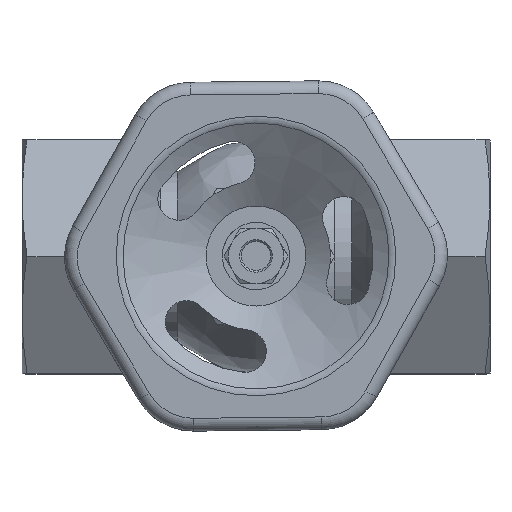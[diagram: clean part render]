
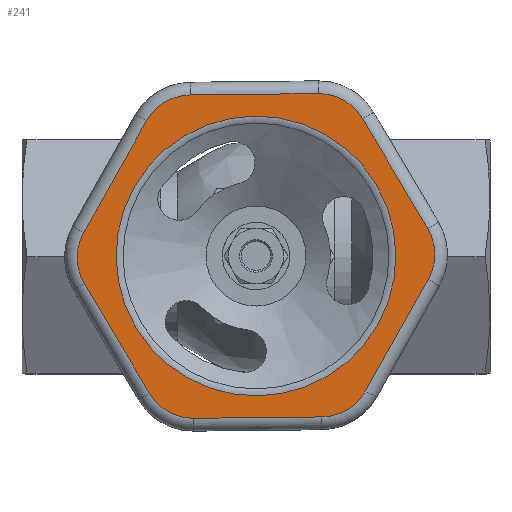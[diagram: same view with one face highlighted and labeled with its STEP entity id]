
A CAD part, top view. The second image highlights one B-rep face of the part: STEP entity #241.
In plain terms, the highlighted planar face has unit normal (0, 0, 1).
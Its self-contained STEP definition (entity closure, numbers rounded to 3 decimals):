
#241 = ADVANCED_FACE( '', ( #689, #690 ), #691, .T. );
#689 = FACE_OUTER_BOUND( '', #1404, .T. );
#690 = FACE_BOUND( '', #1405, .T. );
#691 = PLANE( '', #1406 );
#1404 = EDGE_LOOP( '', ( #2512, #2513, #2514, #2515, #2516, #2517, #2518, #2519, #2520, #2521, #2522, #2523 ) );
#1405 = EDGE_LOOP( '', ( #2524 ) );
#1406 = AXIS2_PLACEMENT_3D( '', #2525, #2526, #2527 );
#2512 = ORIENTED_EDGE( '', *, *, #4304, .T. );
#2513 = ORIENTED_EDGE( '', *, *, #4305, .T. );
#2514 = ORIENTED_EDGE( '', *, *, #4306, .T. );
#2515 = ORIENTED_EDGE( '', *, *, #4307, .T. );
#2516 = ORIENTED_EDGE( '', *, *, #4308, .T. );
#2517 = ORIENTED_EDGE( '', *, *, #4309, .T. );
#2518 = ORIENTED_EDGE( '', *, *, #4310, .T. );
#2519 = ORIENTED_EDGE( '', *, *, #4311, .T. );
#2520 = ORIENTED_EDGE( '', *, *, #4312, .T. );
#2521 = ORIENTED_EDGE( '', *, *, #4313, .T. );
#2522 = ORIENTED_EDGE( '', *, *, #4314, .T. );
#2523 = ORIENTED_EDGE( '', *, *, #4315, .T. );
#2524 = ORIENTED_EDGE( '', *, *, #4316, .T. );
#2525 = CARTESIAN_POINT( '', ( -79.105, 40.747, 131.699 ) );
#2526 = DIRECTION( '', ( 0., 0., 1. ) );
#2527 = DIRECTION( '', ( 1., 0., 0. ) );
#4304 = EDGE_CURVE( '', #5001, #5002, #5003, .T. );
#4305 = EDGE_CURVE( '', #5002, #5004, #5005, .T. );
#4306 = EDGE_CURVE( '', #5004, #5006, #5007, .T. );
#4307 = EDGE_CURVE( '', #5006, #5008, #5009, .T. );
#4308 = EDGE_CURVE( '', #5008, #5010, #5011, .T. );
#4309 = EDGE_CURVE( '', #5010, #5012, #5013, .T. );
#4310 = EDGE_CURVE( '', #5012, #5014, #5015, .T. );
#4311 = EDGE_CURVE( '', #5014, #5016, #5017, .T. );
#4312 = EDGE_CURVE( '', #5016, #5018, #5019, .T. );
#4313 = EDGE_CURVE( '', #5018, #5020, #5021, .T. );
#4314 = EDGE_CURVE( '', #5020, #5022, #5023, .T. );
#4315 = EDGE_CURVE( '', #5022, #5001, #5024, .T. );
#4316 = EDGE_CURVE( '', #5025, #5025, #5026, .T. );
#5001 = VERTEX_POINT( '', #6012 );
#5002 = VERTEX_POINT( '', #6013 );
#5003 = LINE( '', #6014, #6015 );
#5004 = VERTEX_POINT( '', #6016 );
#5005 = CIRCLE( '', #6017, 12. );
#5006 = VERTEX_POINT( '', #6018 );
#5007 = LINE( '', #6019, #6020 );
#5008 = VERTEX_POINT( '', #6021 );
#5009 = CIRCLE( '', #6022, 12. );
#5010 = VERTEX_POINT( '', #6023 );
#5011 = LINE( '', #6024, #6025 );
#5012 = VERTEX_POINT( '', #6026 );
#5013 = CIRCLE( '', #6027, 12. );
#5014 = VERTEX_POINT( '', #6028 );
#5015 = LINE( '', #6029, #6030 );
#5016 = VERTEX_POINT( '', #6031 );
#5017 = CIRCLE( '', #6032, 12. );
#5018 = VERTEX_POINT( '', #6033 );
#5019 = LINE( '', #6034, #6035 );
#5020 = VERTEX_POINT( '', #6036 );
#5021 = CIRCLE( '', #6037, 12. );
#5022 = VERTEX_POINT( '', #6038 );
#5023 = LINE( '', #6039, #6040 );
#5024 = CIRCLE( '', #6041, 12. );
#5025 = VERTEX_POINT( '', #6042 );
#5026 = CIRCLE( '', #6043, 32.88 );
#6012 = CARTESIAN_POINT( '', ( -95.349, -6.428, 131.699 ) );
#6013 = CARTESIAN_POINT( '', ( -80.063, -32.268, 131.699 ) );
#6014 = CARTESIAN_POINT( '', ( -80.063, -32.268, 131.699 ) );
#6015 = VECTOR( '', #8754, 1000. );
#6016 = CARTESIAN_POINT( '', ( -69.607, -38.157, 131.699 ) );
#6017 = AXIS2_PLACEMENT_3D( '', #8755, #8756, #8757 );
#6018 = CARTESIAN_POINT( '', ( -39.587, -37.839, 131.699 ) );
#6019 = CARTESIAN_POINT( '', ( -39.587, -37.839, 131.699 ) );
#6020 = VECTOR( '', #8758, 1000. );
#6021 = CARTESIAN_POINT( '', ( -29.259, -31.729, 131.699 ) );
#6022 = AXIS2_PLACEMENT_3D( '', #8759, #8760, #8761 );
#6023 = CARTESIAN_POINT( '', ( -14.524, -5.571, 131.699 ) );
#6024 = CARTESIAN_POINT( '', ( -14.524, -5.571, 131.699 ) );
#6025 = VECTOR( '', #8762, 1000. );
#6026 = CARTESIAN_POINT( '', ( -14.651, 6.428, 131.699 ) );
#6027 = AXIS2_PLACEMENT_3D( '', #8763, #8764, #8765 );
#6028 = CARTESIAN_POINT( '', ( -29.937, 32.268, 131.699 ) );
#6029 = CARTESIAN_POINT( '', ( -29.937, 32.268, 131.699 ) );
#6030 = VECTOR( '', #8766, 1000. );
#6031 = CARTESIAN_POINT( '', ( -40.393, 38.157, 131.699 ) );
#6032 = AXIS2_PLACEMENT_3D( '', #8767, #8768, #8769 );
#6033 = CARTESIAN_POINT( '', ( -70.413, 37.839, 131.699 ) );
#6034 = CARTESIAN_POINT( '', ( -70.413, 37.839, 131.699 ) );
#6035 = VECTOR( '', #8770, 1000. );
#6036 = CARTESIAN_POINT( '', ( -80.741, 31.729, 131.699 ) );
#6037 = AXIS2_PLACEMENT_3D( '', #8771, #8772, #8773 );
#6038 = CARTESIAN_POINT( '', ( -95.476, 5.571, 131.699 ) );
#6039 = CARTESIAN_POINT( '', ( -95.476, 5.571, 131.699 ) );
#6040 = VECTOR( '', #8774, 1000. );
#6041 = AXIS2_PLACEMENT_3D( '', #8775, #8776, #8777 );
#6042 = CARTESIAN_POINT( '', ( -26.701, 16.741, 131.699 ) );
#6043 = AXIS2_PLACEMENT_3D( '', #8778, #8779, #8780 );
#8754 = DIRECTION( '', ( 0.509, -0.861, 0. ) );
#8755 = CARTESIAN_POINT( '', ( -69.734, -26.158, 131.699 ) );
#8756 = DIRECTION( '', ( 0., 0., 1. ) );
#8757 = DIRECTION( '', ( 0.861, 0.509, 0. ) );
#8758 = DIRECTION( '', ( 1., 0.011, 0. ) );
#8759 = CARTESIAN_POINT( '', ( -39.714, -25.839, 131.699 ) );
#8760 = DIRECTION( '', ( 0., 0., 1. ) );
#8761 = DIRECTION( '', ( 0.861, 0.509, 0. ) );
#8762 = DIRECTION( '', ( 0.491, 0.871, 0. ) );
#8763 = CARTESIAN_POINT( '', ( -24.979, 0.318, 131.699 ) );
#8764 = DIRECTION( '', ( 0., 0., 1. ) );
#8765 = DIRECTION( '', ( 0.861, 0.509, 0. ) );
#8766 = DIRECTION( '', ( -0.509, 0.861, 0. ) );
#8767 = CARTESIAN_POINT( '', ( -40.266, 26.158, 131.699 ) );
#8768 = DIRECTION( '', ( 0., 0., 1. ) );
#8769 = DIRECTION( '', ( 0.861, 0.509, 0. ) );
#8770 = DIRECTION( '', ( -1., -0.011, 0. ) );
#8771 = CARTESIAN_POINT( '', ( -70.286, 25.839, 131.699 ) );
#8772 = DIRECTION( '', ( 0., 0., 1. ) );
#8773 = DIRECTION( '', ( 0.861, 0.509, 0. ) );
#8774 = DIRECTION( '', ( -0.491, -0.871, 0. ) );
#8775 = CARTESIAN_POINT( '', ( -85.021, -0.318, 131.699 ) );
#8776 = DIRECTION( '', ( 0., 0., 1. ) );
#8777 = DIRECTION( '', ( 0.861, 0.509, 0. ) );
#8778 = CARTESIAN_POINT( '', ( -55., 0., 131.699 ) );
#8779 = DIRECTION( '', ( 0., 0., -1. ) );
#8780 = DIRECTION( '', ( 0.861, 0.509, 0. ) );
